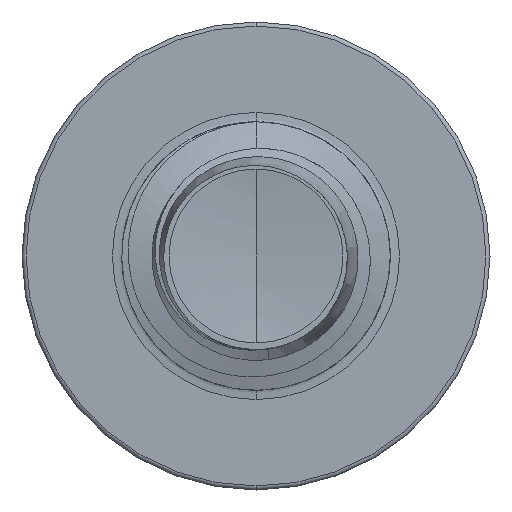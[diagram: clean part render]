
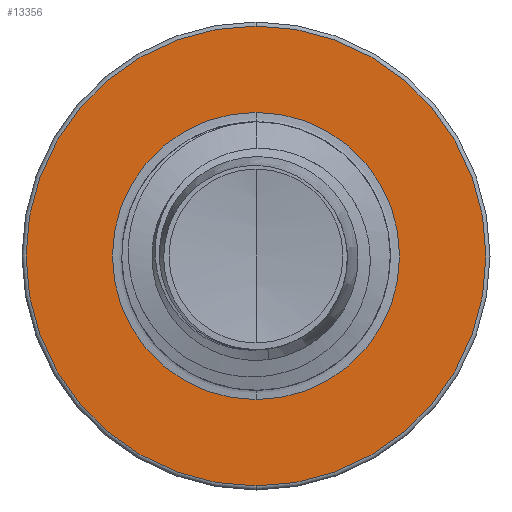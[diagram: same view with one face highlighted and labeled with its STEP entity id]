
A CAD part, front view. The second image highlights one B-rep face of the part: STEP entity #13356.
In plain terms, the highlighted planar face has unit normal (0, -1, 0).
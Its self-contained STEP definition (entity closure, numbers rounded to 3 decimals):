
#3 = DIRECTION ( 'NONE',  ( 0., 1., 0. ) ) ;
#615 = CIRCLE ( 'NONE', #2425, 1.872 ) ;
#769 = CARTESIAN_POINT ( 'NONE',  ( 0., 5., 0. ) ) ;
#1094 = AXIS2_PLACEMENT_3D ( 'NONE', #11453, #3, #9283 ) ;
#1216 = DIRECTION ( 'NONE',  ( 0., 1., 0. ) ) ;
#1801 = AXIS2_PLACEMENT_3D ( 'NONE', #4069, #12409, #5424 ) ;
#2314 = DIRECTION ( 'NONE',  ( 0., 0., 1. ) ) ;
#2425 = AXIS2_PLACEMENT_3D ( 'NONE', #13791, #6915, #14875 ) ;
#2977 = EDGE_LOOP ( 'NONE', ( #3443, #9987 ) ) ;
#3443 = ORIENTED_EDGE ( 'NONE', *, *, #12642, .T. ) ;
#4069 = CARTESIAN_POINT ( 'NONE',  ( 0., 5., 0. ) ) ;
#4207 = CIRCLE ( 'NONE', #5065, 1.872 ) ;
#5065 = AXIS2_PLACEMENT_3D ( 'NONE', #9007, #1216, #10123 ) ;
#5424 = DIRECTION ( 'NONE',  ( 0., 0., 1. ) ) ;
#6704 = CARTESIAN_POINT ( 'NONE',  ( 0., 5., -2.997 ) ) ;
#6915 = DIRECTION ( 'NONE',  ( 0., 1., 0. ) ) ;
#6943 = FACE_BOUND ( 'NONE', #2977, .T. ) ;
#8042 = PLANE ( 'NONE',  #1094 ) ;
#9007 = CARTESIAN_POINT ( 'NONE',  ( 0., 5., 0. ) ) ;
#9283 = DIRECTION ( 'NONE',  ( 0., 0., 1. ) ) ;
#9561 = AXIS2_PLACEMENT_3D ( 'NONE', #769, #9828, #2314 ) ;
#9653 = ORIENTED_EDGE ( 'NONE', *, *, #12090, .F. ) ;
#9828 = DIRECTION ( 'NONE',  ( 0., 1., 0. ) ) ;
#9987 = ORIENTED_EDGE ( 'NONE', *, *, #11883, .T. ) ;
#10123 = DIRECTION ( 'NONE',  ( 0., 0., 1. ) ) ;
#10481 = VERTEX_POINT ( 'NONE', #10778 ) ;
#10778 = CARTESIAN_POINT ( 'NONE',  ( 0., 5., 2.998 ) ) ;
#10900 = CARTESIAN_POINT ( 'NONE',  ( 0., 5., -1.872 ) ) ;
#11453 = CARTESIAN_POINT ( 'NONE',  ( 0., 5., -1.872 ) ) ;
#11857 = EDGE_LOOP ( 'NONE', ( #9653, #12621 ) ) ;
#11883 = EDGE_CURVE ( 'NONE', #13729, #13175, #615, .T. ) ;
#12090 = EDGE_CURVE ( 'NONE', #10481, #13246, #15296, .T. ) ;
#12409 = DIRECTION ( 'NONE',  ( 0., 1., 0. ) ) ;
#12621 = ORIENTED_EDGE ( 'NONE', *, *, #12648, .F. ) ;
#12642 = EDGE_CURVE ( 'NONE', #13175, #13729, #4207, .T. ) ;
#12648 = EDGE_CURVE ( 'NONE', #13246, #10481, #13278, .T. ) ;
#13175 = VERTEX_POINT ( 'NONE', #13459 ) ;
#13246 = VERTEX_POINT ( 'NONE', #6704 ) ;
#13278 = CIRCLE ( 'NONE', #1801, 2.998 ) ;
#13356 = ADVANCED_FACE ( 'NONE', ( #15653, #6943 ), #8042, .F. ) ;
#13459 = CARTESIAN_POINT ( 'NONE',  ( 0., 5., 1.872 ) ) ;
#13729 = VERTEX_POINT ( 'NONE', #10900 ) ;
#13791 = CARTESIAN_POINT ( 'NONE',  ( 0., 5., 0. ) ) ;
#14875 = DIRECTION ( 'NONE',  ( 0., 0., 1. ) ) ;
#15296 = CIRCLE ( 'NONE', #9561, 2.998 ) ;
#15653 = FACE_OUTER_BOUND ( 'NONE', #11857, .T. ) ;
